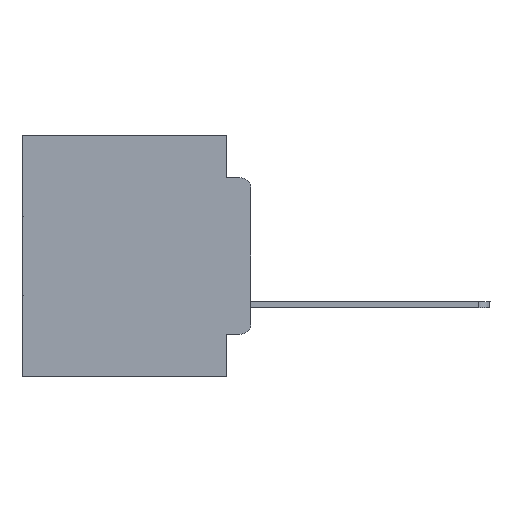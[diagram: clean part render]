
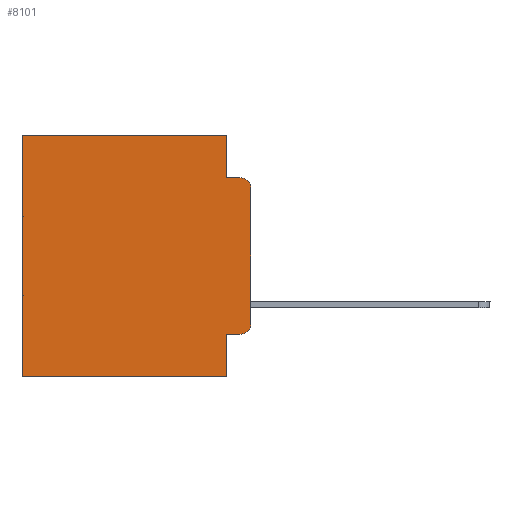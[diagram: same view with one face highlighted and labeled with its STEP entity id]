
A CAD part, left-side view. The second image highlights one B-rep face of the part: STEP entity #8101.
In plain terms, the highlighted planar face has unit normal (-1, 0, 0).
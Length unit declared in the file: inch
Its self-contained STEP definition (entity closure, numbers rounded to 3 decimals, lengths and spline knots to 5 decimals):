
#375 = VECTOR ( 'NONE', #23828, 39.37008 ) ;
#500 = CARTESIAN_POINT ( 'NONE',  ( 0.298, 0.051, -0.4115 ) ) ;
#996 = EDGE_CURVE ( 'NONE', #6327, #28723, #2707, .T. ) ;
#1471 = EDGE_CURVE ( 'NONE', #6940, #28723, #16554, .T. ) ;
#1943 = VECTOR ( 'NONE', #26437, 39.37008 ) ;
#2437 = CARTESIAN_POINT ( 'NONE',  ( 0.298, 0., 0. ) ) ;
#2707 = LINE ( 'NONE', #4358, #1943 ) ;
#3012 = CARTESIAN_POINT ( 'NONE',  ( 0.298, 0.051, -0.4115 ) ) ;
#3832 = CARTESIAN_POINT ( 'NONE',  ( 0.298, 0.051, -0.0885 ) ) ;
#4011 = CARTESIAN_POINT ( 'NONE',  ( 0.298, 0., 0. ) ) ;
#4227 = VECTOR ( 'NONE', #11944, 39.37008 ) ;
#4358 = CARTESIAN_POINT ( 'NONE',  ( 0.298, 0.473, 0. ) ) ;
#4476 = EDGE_CURVE ( 'NONE', #14182, #31247, #12889, .T. ) ;
#4483 = VERTEX_POINT ( 'NONE', #29807 ) ;
#5932 = EDGE_CURVE ( 'NONE', #18591, #25374, #27157, .T. ) ;
#6257 = EDGE_CURVE ( 'NONE', #4483, #6327, #21122, .T. ) ;
#6327 = VERTEX_POINT ( 'NONE', #25627 ) ;
#6916 = CARTESIAN_POINT ( 'NONE',  ( 0.298, 0.051, -0.0885 ) ) ;
#6940 = VERTEX_POINT ( 'NONE', #21480 ) ;
#7799 = EDGE_CURVE ( 'NONE', #8373, #10861, #17373, .T. ) ;
#8073 = CARTESIAN_POINT ( 'NONE',  ( 0.298, 0., 0. ) ) ;
#8101 = ADVANCED_FACE ( 'NONE', ( #13858 ), #24604, .F. ) ;
#8202 = LINE ( 'NONE', #16734, #4227 ) ;
#8373 = VERTEX_POINT ( 'NONE', #3832 ) ;
#10861 = VERTEX_POINT ( 'NONE', #15953 ) ;
#11032 = VECTOR ( 'NONE', #16936, 39.37008 ) ;
#11404 = CARTESIAN_POINT ( 'NONE',  ( 0.298, 0., -0.5 ) ) ;
#11944 = DIRECTION ( 'NONE',  ( 0., 0., -1. ) ) ;
#12653 = DIRECTION ( 'NONE',  ( 0., -1., 0. ) ) ;
#12740 = EDGE_CURVE ( 'NONE', #31247, #25374, #18988, .T. ) ;
#12889 = LINE ( 'NONE', #500, #13280 ) ;
#13280 = VECTOR ( 'NONE', #12653, 39.37008 ) ;
#13709 = AXIS2_PLACEMENT_3D ( 'NONE', #2437, #19594, #22209 ) ;
#13851 = CARTESIAN_POINT ( 'NONE',  ( 0.298, 0.02, -0.1085 ) ) ;
#13858 = FACE_OUTER_BOUND ( 'NONE', #16616, .T. ) ;
#14182 = VERTEX_POINT ( 'NONE', #3012 ) ;
#14519 = VECTOR ( 'NONE', #25754, 39.37008 ) ;
#14554 = ORIENTED_EDGE ( 'NONE', *, *, #6257, .T. ) ;
#15537 = DIRECTION ( 'NONE',  ( -1., 0., 0. ) ) ;
#15953 = CARTESIAN_POINT ( 'NONE',  ( 0.298, 0.02, -0.0885 ) ) ;
#16554 = LINE ( 'NONE', #11404, #22765 ) ;
#16616 = EDGE_LOOP ( 'NONE', ( #21659, #17644, #30453, #17927, #14554, #23216, #17195, #17501, #31799, #19812 ) ) ;
#16679 = DIRECTION ( 'NONE',  ( 0., 0., -1. ) ) ;
#16734 = CARTESIAN_POINT ( 'NONE',  ( 0.298, 0.051, 0. ) ) ;
#16936 = DIRECTION ( 'NONE',  ( 0., 0., -1. ) ) ;
#17058 = EDGE_CURVE ( 'NONE', #18591, #10861, #27669, .T. ) ;
#17195 = ORIENTED_EDGE ( 'NONE', *, *, #1471, .F. ) ;
#17241 = CARTESIAN_POINT ( 'NONE',  ( 0.298, 0.02, -0.4115 ) ) ;
#17373 = LINE ( 'NONE', #6916, #375 ) ;
#17501 = ORIENTED_EDGE ( 'NONE', *, *, #19600, .F. ) ;
#17644 = ORIENTED_EDGE ( 'NONE', *, *, #17058, .T. ) ;
#17839 = CARTESIAN_POINT ( 'NONE',  ( 0.298, 0.02, -0.3915 ) ) ;
#17927 = ORIENTED_EDGE ( 'NONE', *, *, #24475, .F. ) ;
#18591 = VERTEX_POINT ( 'NONE', #27720 ) ;
#18675 = DIRECTION ( 'NONE',  ( 0., 1., 0. ) ) ;
#18988 = CIRCLE ( 'NONE', #25913, 0.02 ) ;
#19594 = DIRECTION ( 'NONE',  ( 1., 0., 0. ) ) ;
#19600 = EDGE_CURVE ( 'NONE', #14182, #6940, #26588, .T. ) ;
#19812 = ORIENTED_EDGE ( 'NONE', *, *, #12740, .T. ) ;
#20329 = DIRECTION ( 'NONE',  ( 0., 0., -1. ) ) ;
#21122 = LINE ( 'NONE', #8073, #14519 ) ;
#21286 = DIRECTION ( 'NONE',  ( 0., 0., -1. ) ) ;
#21480 = CARTESIAN_POINT ( 'NONE',  ( 0.298, 0.051, -0.5 ) ) ;
#21659 = ORIENTED_EDGE ( 'NONE', *, *, #5932, .F. ) ;
#22209 = DIRECTION ( 'NONE',  ( 0., 0., -1. ) ) ;
#22765 = VECTOR ( 'NONE', #18675, 39.37008 ) ;
#23216 = ORIENTED_EDGE ( 'NONE', *, *, #996, .T. ) ;
#23703 = CARTESIAN_POINT ( 'NONE',  ( 0.298, 0.473, -0.5 ) ) ;
#23828 = DIRECTION ( 'NONE',  ( 0., -1., 0. ) ) ;
#24069 = DIRECTION ( 'NONE',  ( -1., 0., 0. ) ) ;
#24475 = EDGE_CURVE ( 'NONE', #4483, #8373, #8202, .T. ) ;
#24604 = PLANE ( 'NONE',  #13709 ) ;
#25114 = CARTESIAN_POINT ( 'NONE',  ( 0.298, 0., -0.3915 ) ) ;
#25374 = VERTEX_POINT ( 'NONE', #25114 ) ;
#25627 = CARTESIAN_POINT ( 'NONE',  ( 0.298, 0.473, 0. ) ) ;
#25754 = DIRECTION ( 'NONE',  ( 0., 1., 0. ) ) ;
#25913 = AXIS2_PLACEMENT_3D ( 'NONE', #17839, #15537, #20329 ) ;
#26437 = DIRECTION ( 'NONE',  ( 0., 0., -1. ) ) ;
#26588 = LINE ( 'NONE', #29811, #11032 ) ;
#27157 = LINE ( 'NONE', #4011, #27537 ) ;
#27537 = VECTOR ( 'NONE', #21286, 39.37008 ) ;
#27669 = CIRCLE ( 'NONE', #28079, 0.02 ) ;
#27720 = CARTESIAN_POINT ( 'NONE',  ( 0.298, 0., -0.1085 ) ) ;
#28079 = AXIS2_PLACEMENT_3D ( 'NONE', #13851, #24069, #16679 ) ;
#28723 = VERTEX_POINT ( 'NONE', #23703 ) ;
#29807 = CARTESIAN_POINT ( 'NONE',  ( 0.298, 0.051, 0. ) ) ;
#29811 = CARTESIAN_POINT ( 'NONE',  ( 0.298, 0.051, 0. ) ) ;
#30453 = ORIENTED_EDGE ( 'NONE', *, *, #7799, .F. ) ;
#31247 = VERTEX_POINT ( 'NONE', #17241 ) ;
#31799 = ORIENTED_EDGE ( 'NONE', *, *, #4476, .T. ) ;
